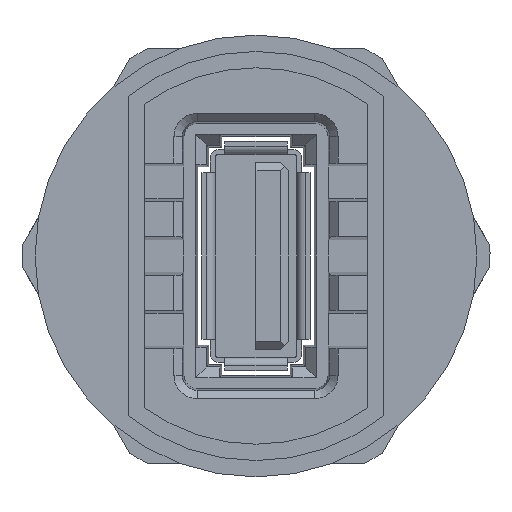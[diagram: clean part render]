
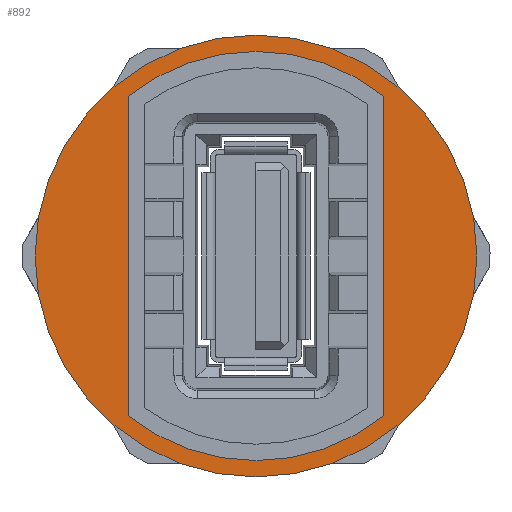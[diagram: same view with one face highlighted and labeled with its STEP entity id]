
A CAD part, left-side view. The second image highlights one B-rep face of the part: STEP entity #892.
In plain terms, the highlighted planar face has unit normal (-1, 0, 0).
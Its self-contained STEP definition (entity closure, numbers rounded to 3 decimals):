
#155=FACE_BOUND('',#2163,.T.);
#156=FACE_BOUND('',#2164,.T.);
#209=PLANE('',#11775);
#722=CIRCLE('',#11769,13.5);
#723=CIRCLE('',#11771,13.5);
#724=CIRCLE('',#11773,12.5);
#725=CIRCLE('',#11774,12.5);
#892=ADVANCED_FACE('',(#155,#156),#209,.T.);
#2163=EDGE_LOOP('',(#3256,#3257));
#2164=EDGE_LOOP('',(#3258,#3259,#3260,#3261));
#3256=ORIENTED_EDGE('',*,*,#7510,.F.);
#3257=ORIENTED_EDGE('',*,*,#7513,.T.);
#3258=ORIENTED_EDGE('',*,*,#7514,.T.);
#3259=ORIENTED_EDGE('',*,*,#7515,.F.);
#3260=ORIENTED_EDGE('',*,*,#7516,.T.);
#3261=ORIENTED_EDGE('',*,*,#7517,.F.);
#6350=VERTEX_POINT('',#16581);
#6351=VERTEX_POINT('',#16582);
#6352=VERTEX_POINT('',#16589);
#6353=VERTEX_POINT('',#16590);
#6354=VERTEX_POINT('',#16592);
#6355=VERTEX_POINT('',#16594);
#7510=EDGE_CURVE('',#6350,#6351,#722,.T.);
#7513=EDGE_CURVE('',#6350,#6351,#723,.T.);
#7514=EDGE_CURVE('',#6352,#6353,#724,.T.);
#7515=EDGE_CURVE('',#6354,#6353,#9089,.T.);
#7516=EDGE_CURVE('',#6354,#6355,#725,.T.);
#7517=EDGE_CURVE('',#6352,#6355,#9090,.T.);
#9089=LINE('',#16591,#10414);
#9090=LINE('',#16595,#10415);
#10414=VECTOR('',#12682,1.);
#10415=VECTOR('',#12685,1.);
#11769=AXIS2_PLACEMENT_3D('',#16580,#12670,#12671);
#11771=AXIS2_PLACEMENT_3D('',#16586,#12676,#12677);
#11773=AXIS2_PLACEMENT_3D('',#16588,#12680,#12681);
#11774=AXIS2_PLACEMENT_3D('',#16593,#12683,#12684);
#11775=AXIS2_PLACEMENT_3D('',#16596,#12686,#12687);
#12670=DIRECTION('',(1.,0.,0.));
#12671=DIRECTION('',(0.,0.,1.));
#12676=DIRECTION('',(-1.,0.,0.));
#12677=DIRECTION('',(0.,0.,1.));
#12680=DIRECTION('',(1.,0.,0.));
#12681=DIRECTION('',(0.,0.624,0.781));
#12682=DIRECTION('',(0.,0.,1.));
#12683=DIRECTION('',(1.,0.,0.));
#12684=DIRECTION('',(0.,-0.624,-0.781));
#12685=DIRECTION('',(0.,0.,-1.));
#12686=DIRECTION('',(-1.,0.,0.));
#12687=DIRECTION('',(0.,-1.,0.));
#16580=CARTESIAN_POINT('',(-27.4,0.,0.));
#16581=CARTESIAN_POINT('',(-27.4,0.,13.5));
#16582=CARTESIAN_POINT('',(-27.4,0.,-13.5));
#16586=CARTESIAN_POINT('',(-27.4,0.,0.));
#16588=CARTESIAN_POINT('',(-27.4,0.,0.));
#16589=CARTESIAN_POINT('',(-27.4,7.8,9.768));
#16590=CARTESIAN_POINT('',(-27.4,-7.8,9.768));
#16591=CARTESIAN_POINT('',(-27.4,-7.8,-9.768));
#16592=CARTESIAN_POINT('',(-27.4,-7.8,-9.768));
#16593=CARTESIAN_POINT('',(-27.4,0.,0.));
#16594=CARTESIAN_POINT('',(-27.4,7.8,-9.768));
#16595=CARTESIAN_POINT('',(-27.4,7.8,9.768));
#16596=CARTESIAN_POINT('',(-27.4,0.,0.));
